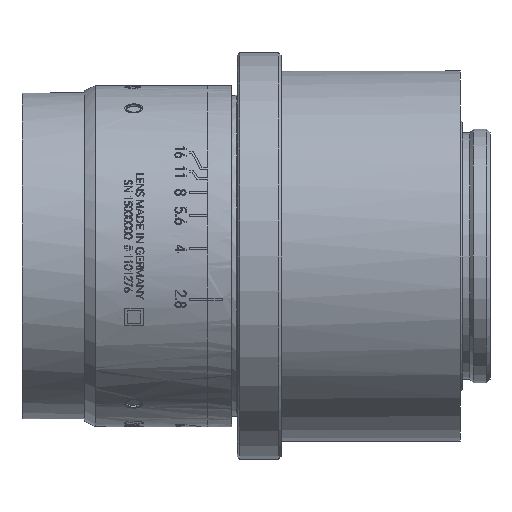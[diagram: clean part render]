
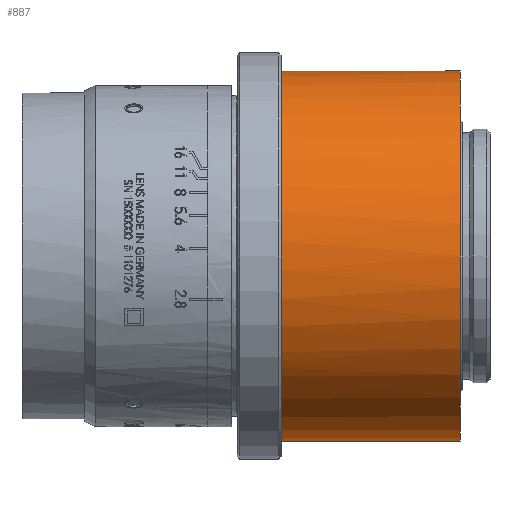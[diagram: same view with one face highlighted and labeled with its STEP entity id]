
A CAD part, front view. The second image highlights one B-rep face of the part: STEP entity #887.
In plain terms, the highlighted cylindrical face has radius 25.5 mm (diameter 51 mm), a full revolution.
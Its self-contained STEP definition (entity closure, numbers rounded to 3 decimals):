
#887=ADVANCED_FACE('',(#1976,#1977),#1143,.T.);
#1143=CYLINDRICAL_SURFACE('',#9404,25.5);
#1606=CIRCLE('',#9374,25.5);
#1616=CIRCLE('',#9394,25.5);
#1617=CIRCLE('',#9395,25.5);
#1618=CIRCLE('',#9396,25.5);
#1619=CIRCLE('',#9397,25.5);
#1620=CIRCLE('',#9398,25.5);
#1621=CIRCLE('',#9399,25.5);
#1622=CIRCLE('',#9400,25.5);
#1623=CIRCLE('',#9401,25.5);
#1624=CIRCLE('',#9402,25.5);
#1625=CIRCLE('',#9403,25.5);
#1976=FACE_BOUND('',#2560,.T.);
#1977=FACE_BOUND('',#2561,.T.);
#2560=EDGE_LOOP('',(#5092,#5093,#5094,#5095,#5096,#5097,#5098,#5099,#5100,
#5101));
#2561=EDGE_LOOP('',(#5102));
#5092=ORIENTED_EDGE('',*,*,#7846,.T.);
#5093=ORIENTED_EDGE('',*,*,#7847,.T.);
#5094=ORIENTED_EDGE('',*,*,#7848,.T.);
#5095=ORIENTED_EDGE('',*,*,#7849,.T.);
#5096=ORIENTED_EDGE('',*,*,#7850,.T.);
#5097=ORIENTED_EDGE('',*,*,#7851,.T.);
#5098=ORIENTED_EDGE('',*,*,#7852,.T.);
#5099=ORIENTED_EDGE('',*,*,#7853,.T.);
#5100=ORIENTED_EDGE('',*,*,#7854,.T.);
#5101=ORIENTED_EDGE('',*,*,#7855,.T.);
#5102=ORIENTED_EDGE('',*,*,#7824,.F.);
#6500=VERTEX_POINT('',#18104);
#6515=VERTEX_POINT('',#18177);
#6516=VERTEX_POINT('',#18178);
#6517=VERTEX_POINT('',#18180);
#6518=VERTEX_POINT('',#18182);
#6519=VERTEX_POINT('',#18184);
#6520=VERTEX_POINT('',#18186);
#6521=VERTEX_POINT('',#18188);
#6522=VERTEX_POINT('',#18190);
#6523=VERTEX_POINT('',#18192);
#6524=VERTEX_POINT('',#18194);
#7824=EDGE_CURVE('',#6500,#6500,#1606,.T.);
#7846=EDGE_CURVE('',#6515,#6516,#1616,.T.);
#7847=EDGE_CURVE('',#6516,#6517,#1617,.T.);
#7848=EDGE_CURVE('',#6517,#6518,#1618,.T.);
#7849=EDGE_CURVE('',#6518,#6519,#1619,.T.);
#7850=EDGE_CURVE('',#6519,#6520,#1620,.T.);
#7851=EDGE_CURVE('',#6520,#6521,#1621,.T.);
#7852=EDGE_CURVE('',#6521,#6522,#1622,.T.);
#7853=EDGE_CURVE('',#6522,#6523,#1623,.T.);
#7854=EDGE_CURVE('',#6523,#6524,#1624,.T.);
#7855=EDGE_CURVE('',#6524,#6515,#1625,.T.);
#9374=AXIS2_PLACEMENT_3D('',#18103,#10422,#10423);
#9394=AXIS2_PLACEMENT_3D('',#18176,#10472,#10473);
#9395=AXIS2_PLACEMENT_3D('',#18179,#10474,#10475);
#9396=AXIS2_PLACEMENT_3D('',#18181,#10476,#10477);
#9397=AXIS2_PLACEMENT_3D('',#18183,#10478,#10479);
#9398=AXIS2_PLACEMENT_3D('',#18185,#10480,#10481);
#9399=AXIS2_PLACEMENT_3D('',#18187,#10482,#10483);
#9400=AXIS2_PLACEMENT_3D('',#18189,#10484,#10485);
#9401=AXIS2_PLACEMENT_3D('',#18191,#10486,#10487);
#9402=AXIS2_PLACEMENT_3D('',#18193,#10488,#10489);
#9403=AXIS2_PLACEMENT_3D('',#18195,#10490,#10491);
#9404=AXIS2_PLACEMENT_3D('',#18196,#10492,#10493);
#10422=DIRECTION('',(1.,0.,0.));
#10423=DIRECTION('',(0.,0.,-1.));
#10472=DIRECTION('',(1.,0.,0.));
#10473=DIRECTION('',(0.,0.,-1.));
#10474=DIRECTION('',(1.,0.,0.));
#10475=DIRECTION('',(0.,0.,-1.));
#10476=DIRECTION('',(1.,0.,0.));
#10477=DIRECTION('',(0.,0.,-1.));
#10478=DIRECTION('',(1.,0.,0.));
#10479=DIRECTION('',(0.,0.,-1.));
#10480=DIRECTION('',(1.,0.,0.));
#10481=DIRECTION('',(0.,0.,-1.));
#10482=DIRECTION('',(1.,0.,0.));
#10483=DIRECTION('',(0.,0.,-1.));
#10484=DIRECTION('',(1.,0.,0.));
#10485=DIRECTION('',(0.,0.,-1.));
#10486=DIRECTION('',(1.,0.,0.));
#10487=DIRECTION('',(0.,0.,-1.));
#10488=DIRECTION('',(1.,0.,0.));
#10489=DIRECTION('',(0.,0.,-1.));
#10490=DIRECTION('',(1.,0.,0.));
#10491=DIRECTION('',(0.,0.,-1.));
#10492=DIRECTION('',(1.,0.,0.));
#10493=DIRECTION('',(0.,0.,-1.));
#18103=CARTESIAN_POINT('',(-17.82,0.,0.));
#18104=CARTESIAN_POINT('',(-17.82,0.,-25.5));
#18176=CARTESIAN_POINT('',(-42.52,0.,0.));
#18177=CARTESIAN_POINT('',(-42.52,5.895,-24.809));
#18178=CARTESIAN_POINT('',(-42.52,9.813,-23.536));
#18179=CARTESIAN_POINT('',(-42.52,0.,0.));
#18180=CARTESIAN_POINT('',(-42.52,25.489,-0.75));
#18181=CARTESIAN_POINT('',(-42.52,0.,0.));
#18182=CARTESIAN_POINT('',(-42.52,25.489,0.75));
#18183=CARTESIAN_POINT('',(-42.52,0.,0.));
#18184=CARTESIAN_POINT('',(-42.52,9.813,23.536));
#18185=CARTESIAN_POINT('',(-42.52,0.,0.));
#18186=CARTESIAN_POINT('',(-42.52,5.895,24.809));
#18187=CARTESIAN_POINT('',(-42.52,0.,0.));
#18188=CARTESIAN_POINT('',(-42.52,-19.352,16.606));
#18189=CARTESIAN_POINT('',(-42.52,0.,0.));
#18190=CARTESIAN_POINT('',(-42.52,-21.773,13.273));
#18191=CARTESIAN_POINT('',(-42.52,0.,0.));
#18192=CARTESIAN_POINT('',(-42.52,-21.773,-13.273));
#18193=CARTESIAN_POINT('',(-42.52,0.,0.));
#18194=CARTESIAN_POINT('',(-42.52,-19.352,-16.606));
#18195=CARTESIAN_POINT('',(-42.52,0.,0.));
#18196=CARTESIAN_POINT('',(0.,0.,0.));
